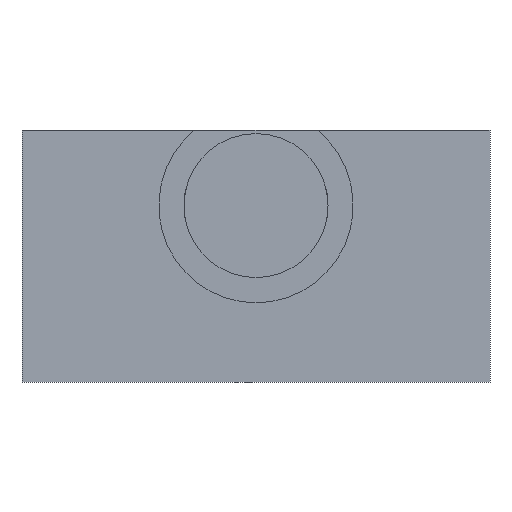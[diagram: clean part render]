
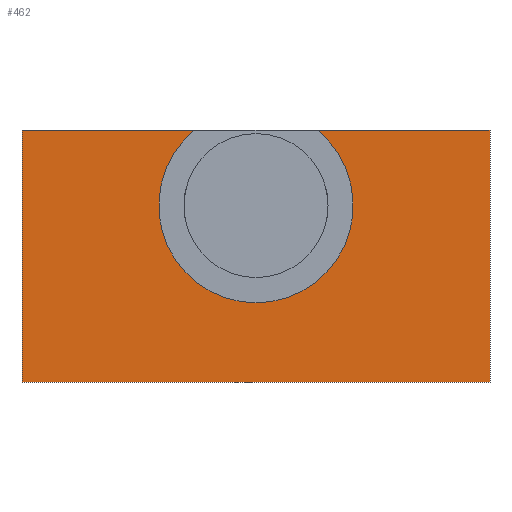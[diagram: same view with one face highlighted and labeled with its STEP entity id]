
A CAD part, front view. The second image highlights one B-rep face of the part: STEP entity #462.
In plain terms, the highlighted planar face has unit normal (0, -1, 0).
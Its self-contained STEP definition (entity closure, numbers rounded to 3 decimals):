
#3 = CARTESIAN_POINT ( 'NONE',  ( -32.5, 87., -24.5 ) ) ;
#6 = CARTESIAN_POINT ( 'NONE',  ( 32.5, 87., -24.5 ) ) ;
#26 = ORIENTED_EDGE ( 'NONE', *, *, #179, .F. ) ;
#45 = VECTOR ( 'NONE', #320, 1000. ) ;
#47 = DIRECTION ( 'NONE',  ( 0., 1., 0. ) ) ;
#52 = EDGE_CURVE ( 'NONE', #333, #365, #303, .T. ) ;
#53 = CARTESIAN_POINT ( 'NONE',  ( 32.5, 87., 10.5 ) ) ;
#56 = LINE ( 'NONE', #168, #296 ) ;
#73 = ORIENTED_EDGE ( 'NONE', *, *, #245, .T. ) ;
#78 = EDGE_CURVE ( 'NONE', #310, #333, #56, .T. ) ;
#85 = DIRECTION ( 'NONE',  ( 1., 0., 0. ) ) ;
#89 = VERTEX_POINT ( 'NONE', #128 ) ;
#93 = LINE ( 'NONE', #490, #120 ) ;
#116 = DIRECTION ( 'NONE',  ( -1., 0., 0. ) ) ;
#120 = VECTOR ( 'NONE', #538, 1000. ) ;
#128 = CARTESIAN_POINT ( 'NONE',  ( 0., 87., -13.5 ) ) ;
#137 = EDGE_LOOP ( 'NONE', ( #26, #73, #545, #350, #348, #560, #192 ) ) ;
#156 = CARTESIAN_POINT ( 'NONE',  ( 0., 87., 0. ) ) ;
#163 = CARTESIAN_POINT ( 'NONE',  ( -32.5, 87., -24.5 ) ) ;
#168 = CARTESIAN_POINT ( 'NONE',  ( 32.5, 87., -24.5 ) ) ;
#176 = CARTESIAN_POINT ( 'NONE',  ( -32.5, 87., 10.5 ) ) ;
#179 = EDGE_CURVE ( 'NONE', #270, #310, #579, .T. ) ;
#181 = CARTESIAN_POINT ( 'NONE',  ( 8.485, 87., 10.5 ) ) ;
#192 = ORIENTED_EDGE ( 'NONE', *, *, #78, .F. ) ;
#193 = AXIS2_PLACEMENT_3D ( 'NONE', #156, #440, #204 ) ;
#204 = DIRECTION ( 'NONE',  ( 0., 0., 1. ) ) ;
#213 = AXIS2_PLACEMENT_3D ( 'NONE', #601, #47, #235 ) ;
#228 = EDGE_CURVE ( 'NONE', #273, #313, #537, .T. ) ;
#235 = DIRECTION ( 'NONE',  ( 0., 0., 1. ) ) ;
#239 = DIRECTION ( 'NONE',  ( 0., 1., 0. ) ) ;
#245 = EDGE_CURVE ( 'NONE', #270, #89, #597, .T. ) ;
#255 = PLANE ( 'NONE',  #193 ) ;
#270 = VERTEX_POINT ( 'NONE', #181 ) ;
#273 = VERTEX_POINT ( 'NONE', #280 ) ;
#280 = CARTESIAN_POINT ( 'NONE',  ( -32.5, 87., 10.5 ) ) ;
#288 = CARTESIAN_POINT ( 'NONE',  ( -8.485, 87., 10.5 ) ) ;
#296 = VECTOR ( 'NONE', #499, 1000. ) ;
#303 = LINE ( 'NONE', #163, #359 ) ;
#310 = VERTEX_POINT ( 'NONE', #53 ) ;
#313 = VERTEX_POINT ( 'NONE', #288 ) ;
#320 = DIRECTION ( 'NONE',  ( 1., 0., 0. ) ) ;
#333 = VERTEX_POINT ( 'NONE', #6 ) ;
#342 = CARTESIAN_POINT ( 'NONE',  ( 0., 87., 0. ) ) ;
#348 = ORIENTED_EDGE ( 'NONE', *, *, #444, .F. ) ;
#350 = ORIENTED_EDGE ( 'NONE', *, *, #228, .F. ) ;
#359 = VECTOR ( 'NONE', #116, 1000. ) ;
#365 = VERTEX_POINT ( 'NONE', #3 ) ;
#387 = EDGE_CURVE ( 'NONE', #89, #313, #548, .T. ) ;
#440 = DIRECTION ( 'NONE',  ( 0., 1., 0. ) ) ;
#444 = EDGE_CURVE ( 'NONE', #365, #273, #93, .T. ) ;
#462 = ADVANCED_FACE ( 'NONE', ( #580 ), #255, .F. ) ;
#478 = VECTOR ( 'NONE', #85, 1000. ) ;
#490 = CARTESIAN_POINT ( 'NONE',  ( -32.5, 87., -24.5 ) ) ;
#499 = DIRECTION ( 'NONE',  ( 0., 0., -1. ) ) ;
#504 = CARTESIAN_POINT ( 'NONE',  ( -32.5, 87., 10.5 ) ) ;
#525 = DIRECTION ( 'NONE',  ( 0., 0., 1. ) ) ;
#529 = AXIS2_PLACEMENT_3D ( 'NONE', #342, #239, #525 ) ;
#537 = LINE ( 'NONE', #504, #478 ) ;
#538 = DIRECTION ( 'NONE',  ( 0., 0., 1. ) ) ;
#545 = ORIENTED_EDGE ( 'NONE', *, *, #387, .T. ) ;
#548 = CIRCLE ( 'NONE', #529, 13.5 ) ;
#560 = ORIENTED_EDGE ( 'NONE', *, *, #52, .F. ) ;
#579 = LINE ( 'NONE', #176, #45 ) ;
#580 = FACE_OUTER_BOUND ( 'NONE', #137, .T. ) ;
#597 = CIRCLE ( 'NONE', #213, 13.5 ) ;
#601 = CARTESIAN_POINT ( 'NONE',  ( 0., 87., 0. ) ) ;
